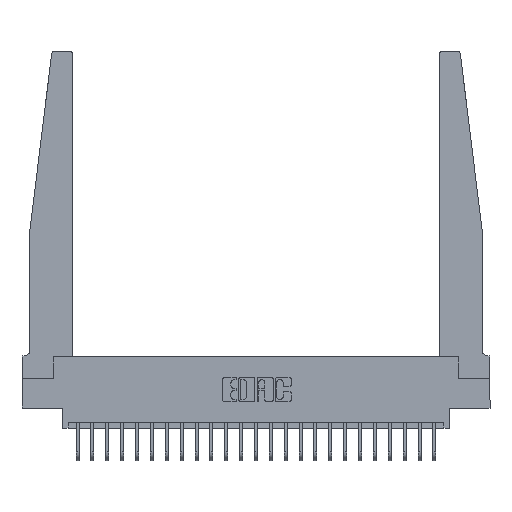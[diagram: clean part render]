
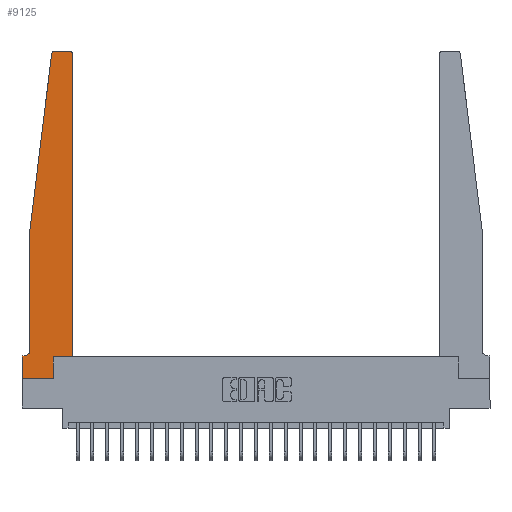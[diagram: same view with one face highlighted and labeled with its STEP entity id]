
A CAD part, top view. The second image highlights one B-rep face of the part: STEP entity #9125.
In plain terms, the highlighted planar face has unit normal (0, 0, 1).
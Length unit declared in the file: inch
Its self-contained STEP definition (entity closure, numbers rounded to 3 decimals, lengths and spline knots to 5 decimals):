
#192 = LINE ( 'NONE', #20261, #9732 ) ;
#202 = ORIENTED_EDGE ( 'NONE', *, *, #22023, .T. ) ;
#429 = VERTEX_POINT ( 'NONE', #23179 ) ;
#522 = DIRECTION ( 'NONE',  ( 1., 0., 0. ) ) ;
#676 = LINE ( 'NONE', #21831, #19376 ) ;
#829 = VERTEX_POINT ( 'NONE', #20278 ) ;
#844 = CIRCLE ( 'NONE', #22237, 0.03 ) ;
#923 = CARTESIAN_POINT ( 'NONE',  ( 0., 0., 0.37 ) ) ;
#946 = ORIENTED_EDGE ( 'NONE', *, *, #17009, .T. ) ;
#1078 = ORIENTED_EDGE ( 'NONE', *, *, #19576, .T. ) ;
#1946 = ORIENTED_EDGE ( 'NONE', *, *, #7561, .T. ) ;
#2224 = CARTESIAN_POINT ( 'NONE',  ( 0.2605, 0., 0.37 ) ) ;
#2813 = CARTESIAN_POINT ( 'NONE',  ( 0.395, 2.75, 0.37 ) ) ;
#2900 = EDGE_LOOP ( 'NONE', ( #10774, #17995, #5092, #20895, #1078, #11409, #202, #946, #4676, #22804, #1946, #5891 ) ) ;
#2969 = LINE ( 'NONE', #6165, #16116 ) ;
#3111 = VERTEX_POINT ( 'NONE', #7398 ) ;
#3244 = LINE ( 'NONE', #6772, #13968 ) ;
#4211 = LINE ( 'NONE', #18299, #14229 ) ;
#4676 = ORIENTED_EDGE ( 'NONE', *, *, #21765, .T. ) ;
#4737 = DIRECTION ( 'NONE',  ( 0., 0., 1. ) ) ;
#4966 = DIRECTION ( 'NONE',  ( 1., 0., 0. ) ) ;
#5092 = ORIENTED_EDGE ( 'NONE', *, *, #13593, .T. ) ;
#5118 = VERTEX_POINT ( 'NONE', #21490 ) ;
#5275 = EDGE_CURVE ( 'NONE', #11149, #19681, #4211, .T. ) ;
#5326 = CARTESIAN_POINT ( 'NONE',  ( 0.425, 0.18, 0.37 ) ) ;
#5692 = EDGE_CURVE ( 'NONE', #5118, #22713, #192, .T. ) ;
#5891 = ORIENTED_EDGE ( 'NONE', *, *, #22250, .T. ) ;
#5978 = EDGE_CURVE ( 'NONE', #19681, #10411, #9022, .T. ) ;
#6084 = CARTESIAN_POINT ( 'NONE',  ( 0.425, 0.18, 0.37 ) ) ;
#6165 = CARTESIAN_POINT ( 'NONE',  ( 0.425, 0.18, 0.37 ) ) ;
#6310 = DIRECTION ( 'NONE',  ( 0., -1., 0. ) ) ;
#6458 = DIRECTION ( 'NONE',  ( -1., 0., 0. ) ) ;
#6500 = VECTOR ( 'NONE', #14368, 39.37008 ) ;
#6607 = LINE ( 'NONE', #18568, #7600 ) ;
#6691 = CARTESIAN_POINT ( 'NONE',  ( 0., 0.1875, 0.37 ) ) ;
#6772 = CARTESIAN_POINT ( 'NONE',  ( 0., 0., 0.37 ) ) ;
#7398 = CARTESIAN_POINT ( 'NONE',  ( 0.2605, 0.18, 0.37 ) ) ;
#7561 = EDGE_CURVE ( 'NONE', #11383, #829, #2969, .T. ) ;
#7600 = VECTOR ( 'NONE', #15049, 39.37008 ) ;
#8968 = LINE ( 'NONE', #5326, #6500 ) ;
#9022 = CIRCLE ( 'NONE', #12015, 0.03 ) ;
#9125 = ADVANCED_FACE ( 'NONE', ( #13779 ), #13426, .T. ) ;
#9197 = CARTESIAN_POINT ( 'NONE',  ( 0.27653, 2.72, 0.37 ) ) ;
#9233 = DIRECTION ( 'NONE',  ( -0.122, -0.992, 0. ) ) ;
#9732 = VECTOR ( 'NONE', #21683, 39.37008 ) ;
#9871 = VECTOR ( 'NONE', #15607, 39.37008 ) ;
#9905 = VERTEX_POINT ( 'NONE', #2224 ) ;
#9978 = LINE ( 'NONE', #17353, #9871 ) ;
#10411 = VERTEX_POINT ( 'NONE', #15546 ) ;
#10641 = VECTOR ( 'NONE', #9233, 39.37008 ) ;
#10774 = ORIENTED_EDGE ( 'NONE', *, *, #5275, .T. ) ;
#10992 = CARTESIAN_POINT ( 'NONE',  ( 0.065, 1.25, 0.37 ) ) ;
#11149 = VERTEX_POINT ( 'NONE', #2813 ) ;
#11180 = EDGE_CURVE ( 'NONE', #429, #13400, #9978, .T. ) ;
#11383 = VERTEX_POINT ( 'NONE', #6084 ) ;
#11409 = ORIENTED_EDGE ( 'NONE', *, *, #11180, .T. ) ;
#11445 = CARTESIAN_POINT ( 'NONE',  ( 0.395, 2.72, 0.37 ) ) ;
#11966 = CARTESIAN_POINT ( 'NONE',  ( 0.015, 0.2375, 0.37 ) ) ;
#12015 = AXIS2_PLACEMENT_3D ( 'NONE', #9197, #16350, #17982 ) ;
#13322 = DIRECTION ( 'NONE',  ( 0., 1., 0. ) ) ;
#13400 = VERTEX_POINT ( 'NONE', #6691 ) ;
#13426 = PLANE ( 'NONE',  #20287 ) ;
#13593 = EDGE_CURVE ( 'NONE', #10411, #5118, #16386, .T. ) ;
#13779 = FACE_OUTER_BOUND ( 'NONE', #2900, .T. ) ;
#13968 = VECTOR ( 'NONE', #6310, 39.37008 ) ;
#14229 = VECTOR ( 'NONE', #21710, 39.37008 ) ;
#14285 = CIRCLE ( 'NONE', #21020, 0.05 ) ;
#14368 = DIRECTION ( 'NONE',  ( 1., 0., 0. ) ) ;
#14739 = DIRECTION ( 'NONE',  ( 0., 0., 1. ) ) ;
#15015 = DIRECTION ( 'NONE',  ( 1., 0., 0. ) ) ;
#15049 = DIRECTION ( 'NONE',  ( 0., 1., 0. ) ) ;
#15300 = CARTESIAN_POINT ( 'NONE',  ( 0., 0.1875, 0.37 ) ) ;
#15546 = CARTESIAN_POINT ( 'NONE',  ( 0.24675, 2.72367, 0.37 ) ) ;
#15607 = DIRECTION ( 'NONE',  ( -1., 0., 0. ) ) ;
#16116 = VECTOR ( 'NONE', #13322, 39.37008 ) ;
#16350 = DIRECTION ( 'NONE',  ( 0., 0., 1. ) ) ;
#16386 = LINE ( 'NONE', #10992, #10641 ) ;
#16810 = CARTESIAN_POINT ( 'NONE',  ( 0.065, 0.2375, 0.37 ) ) ;
#17009 = EDGE_CURVE ( 'NONE', #19561, #9905, #676, .T. ) ;
#17353 = CARTESIAN_POINT ( 'NONE',  ( 0.065, 0.1875, 0.37 ) ) ;
#17982 = DIRECTION ( 'NONE',  ( 1., 0., 0. ) ) ;
#17995 = ORIENTED_EDGE ( 'NONE', *, *, #5978, .T. ) ;
#18299 = CARTESIAN_POINT ( 'NONE',  ( 0.25, 2.75, 0.37 ) ) ;
#18568 = CARTESIAN_POINT ( 'NONE',  ( 0.2605, 0.18, 0.37 ) ) ;
#19376 = VECTOR ( 'NONE', #15015, 39.37008 ) ;
#19561 = VERTEX_POINT ( 'NONE', #923 ) ;
#19576 = EDGE_CURVE ( 'NONE', #22713, #429, #14285, .T. ) ;
#19681 = VERTEX_POINT ( 'NONE', #22989 ) ;
#20261 = CARTESIAN_POINT ( 'NONE',  ( 0.065, 1.25, 0.37 ) ) ;
#20278 = CARTESIAN_POINT ( 'NONE',  ( 0.425, 2.72, 0.37 ) ) ;
#20287 = AXIS2_PLACEMENT_3D ( 'NONE', #15300, #4737, #4966 ) ;
#20895 = ORIENTED_EDGE ( 'NONE', *, *, #5692, .T. ) ;
#21020 = AXIS2_PLACEMENT_3D ( 'NONE', #11966, #22645, #6458 ) ;
#21490 = CARTESIAN_POINT ( 'NONE',  ( 0.065, 1.25, 0.37 ) ) ;
#21683 = DIRECTION ( 'NONE',  ( 0., -1., 0. ) ) ;
#21710 = DIRECTION ( 'NONE',  ( -1., 0., 0. ) ) ;
#21765 = EDGE_CURVE ( 'NONE', #9905, #3111, #6607, .T. ) ;
#21831 = CARTESIAN_POINT ( 'NONE',  ( 0., 0., 0.37 ) ) ;
#22023 = EDGE_CURVE ( 'NONE', #13400, #19561, #3244, .T. ) ;
#22237 = AXIS2_PLACEMENT_3D ( 'NONE', #11445, #14739, #522 ) ;
#22250 = EDGE_CURVE ( 'NONE', #829, #11149, #844, .T. ) ;
#22511 = EDGE_CURVE ( 'NONE', #3111, #11383, #8968, .T. ) ;
#22645 = DIRECTION ( 'NONE',  ( 0., 0., -1. ) ) ;
#22713 = VERTEX_POINT ( 'NONE', #16810 ) ;
#22804 = ORIENTED_EDGE ( 'NONE', *, *, #22511, .T. ) ;
#22989 = CARTESIAN_POINT ( 'NONE',  ( 0.27653, 2.75, 0.37 ) ) ;
#23179 = CARTESIAN_POINT ( 'NONE',  ( 0.015, 0.1875, 0.37 ) ) ;
